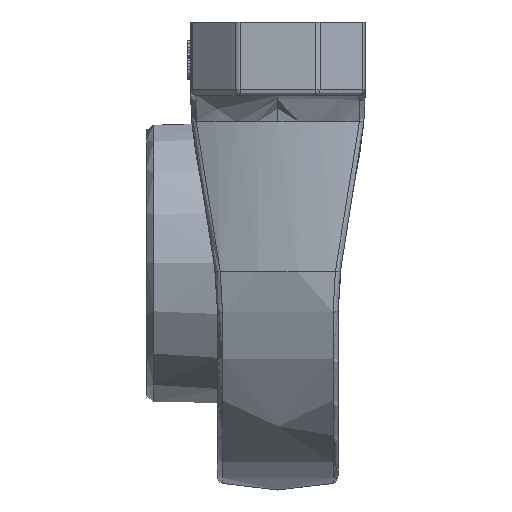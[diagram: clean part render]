
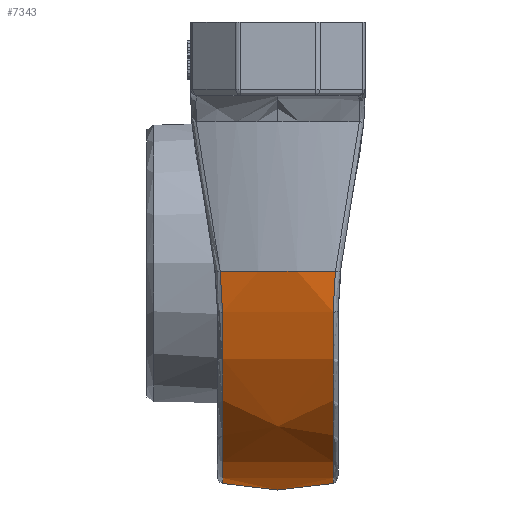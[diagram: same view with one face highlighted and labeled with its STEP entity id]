
A CAD part, left-side view. The second image highlights one B-rep face of the part: STEP entity #7343.
In plain terms, the highlighted free-form (B-spline) face has degree [2, 2] with [3, 5] control points.
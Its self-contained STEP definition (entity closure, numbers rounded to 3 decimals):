
#77=B_SPLINE_CURVE_WITH_KNOTS($,3,(#11891,#11892,#11893,#11894,#11895,#11896,
#11897,#11898,#11899,#11900),.UNSPECIFIED.,.F.,.F.,(4,3,3,4),(0.,
0.333,0.667,1.),.UNSPECIFIED.);
#78=B_SPLINE_CURVE_WITH_KNOTS($,3,(#11904,#11905,#11906,#11907,#11908,#11909,
#11910,#11911,#11912,#11913),.UNSPECIFIED.,.F.,.F.,(4,3,3,4),(0.,0.333,
0.667,1.),.UNSPECIFIED.);
#79=B_SPLINE_CURVE_WITH_KNOTS($,3,(#11916,#11917,#11918,#11919,#11920,#11921,
#11922,#11923,#11924,#11925),.UNSPECIFIED.,.F.,.F.,(4,3,3,4),(0.,0.333,
0.667,1.),.UNSPECIFIED.);
#80=B_SPLINE_CURVE_WITH_KNOTS($,3,(#11926,#11927,#11928,#11929,#11930,#11931,
#11932,#11933,#11934,#11935),.UNSPECIFIED.,.F.,.F.,(4,3,3,4),(0.,
0.333,0.667,1.),.UNSPECIFIED.);
#1673=(
BOUNDED_SURFACE()
B_SPLINE_SURFACE(2,2,((#11875,#11876,#11877,#11878,#11879),(#11880,#11881,
#11882,#11883,#11884),(#11885,#11886,#11887,#11888,#11889)),
 .UNSPECIFIED.,.F.,.F.,.F.)
B_SPLINE_SURFACE_WITH_KNOTS((3,3),(3,2,3),(-0.247,0.247),
(-3.107,-1.571,-0.035),.UNSPECIFIED.)
GEOMETRIC_REPRESENTATION_ITEM()
RATIONAL_B_SPLINE_SURFACE(((1.,0.719,1.,0.719,1.),
(0.97,0.697,0.97,0.697,
0.97),(1.,0.719,1.,0.719,1.)))
REPRESENTATION_ITEM($)
SURFACE()
);
#1905=FACE_OUTER_BOUND($,#2355,.T.);
#2355=EDGE_LOOP($,(#5070,#5071,#5072,#5073,#5074,#5075,#5076,#5077));
#2746=CIRCLE($,#7789,35.);
#2768=CIRCLE($,#7824,32.767);
#2771=CIRCLE($,#7827,32.767);
#2772=CIRCLE($,#7828,35.);
#3172=VERTEX_POINT($,#10951);
#3173=VERTEX_POINT($,#10980);
#3206=VERTEX_POINT($,#11870);
#3207=VERTEX_POINT($,#11871);
#3208=VERTEX_POINT($,#11890);
#3209=VERTEX_POINT($,#11901);
#3210=VERTEX_POINT($,#11903);
#3211=VERTEX_POINT($,#11914);
#3863=EDGE_CURVE($,#3172,#3173,#2746,.T.);
#3923=EDGE_CURVE($,#3206,#3207,#2768,.T.);
#3926=EDGE_CURVE($,#3172,#3208,#77,.T.);
#3927=EDGE_CURVE($,#3208,#3209,#2771,.T.);
#3928=EDGE_CURVE($,#3209,#3210,#78,.T.);
#3929=EDGE_CURVE($,#3210,#3211,#2772,.T.);
#3930=EDGE_CURVE($,#3207,#3211,#79,.T.);
#3931=EDGE_CURVE($,#3173,#3206,#80,.T.);
#5070=ORIENTED_EDGE($,*,*,#3863,.F.);
#5071=ORIENTED_EDGE($,*,*,#3926,.T.);
#5072=ORIENTED_EDGE($,*,*,#3927,.T.);
#5073=ORIENTED_EDGE($,*,*,#3928,.T.);
#5074=ORIENTED_EDGE($,*,*,#3929,.T.);
#5075=ORIENTED_EDGE($,*,*,#3930,.F.);
#5076=ORIENTED_EDGE($,*,*,#3923,.F.);
#5077=ORIENTED_EDGE($,*,*,#3931,.F.);
#7343=ADVANCED_FACE($,(#1905),#1673,.F.);
#7789=AXIS2_PLACEMENT_3D($,#10981,#8705,#8706);
#7824=AXIS2_PLACEMENT_3D($,#11872,#8783,#8784);
#7827=AXIS2_PLACEMENT_3D($,#11902,#8789,#8790);
#7828=AXIS2_PLACEMENT_3D($,#11915,#8791,#8792);
#8705=DIRECTION('center_axis',(0.035,0.,0.999));
#8706=DIRECTION('ref_axis',(0.969,-0.245,-0.034));
#8783=DIRECTION('center_axis',(0.,1.,0.));
#8784=DIRECTION('ref_axis',(0.975,0.,-0.222));
#8789=DIRECTION('center_axis',(0.,1.,0.));
#8790=DIRECTION('ref_axis',(0.975,0.,-0.222));
#8791=DIRECTION('center_axis',(0.035,0.,-0.999));
#8792=DIRECTION('ref_axis',(-0.969,-0.245,-0.034));
#10951=CARTESIAN_POINT('',(32.665,-2.07,-1.141));
#10980=CARTESIAN_POINT('',(32.665,15.07,-1.141));
#10981=CARTESIAN_POINT('Origin',(-1.249,6.5,0.044));
#11870=CARTESIAN_POINT('',(31.952,14.735,-7.266));
#11871=CARTESIAN_POINT('',(-31.952,14.735,-7.266));
#11872=CARTESIAN_POINT('Origin',(0.,14.735,0.));
#11875=CARTESIAN_POINT('Ctrl Pts',(-32.665,15.07,-1.141));
#11876=CARTESIAN_POINT('Ctrl Pts',(-31.563,15.07,-32.685));
#11877=CARTESIAN_POINT('Ctrl Pts',(0.,15.07,
-32.685));
#11878=CARTESIAN_POINT('Ctrl Pts',(31.563,15.07,-32.685));
#11879=CARTESIAN_POINT('Ctrl Pts',(32.665,15.07,-1.141));
#11880=CARTESIAN_POINT('Ctrl Pts',(-34.828,6.5,-1.216));
#11881=CARTESIAN_POINT('Ctrl Pts',(-33.653,6.5,-34.849));
#11882=CARTESIAN_POINT('Ctrl Pts',(0.,6.5,
-34.849));
#11883=CARTESIAN_POINT('Ctrl Pts',(33.653,6.5,-34.849));
#11884=CARTESIAN_POINT('Ctrl Pts',(34.828,6.5,-1.216));
#11885=CARTESIAN_POINT('Ctrl Pts',(-32.665,-2.07,
-1.141));
#11886=CARTESIAN_POINT('Ctrl Pts',(-31.563,-2.07,-32.685));
#11887=CARTESIAN_POINT('Ctrl Pts',(0.,-2.07,
-32.685));
#11888=CARTESIAN_POINT('Ctrl Pts',(31.563,-2.07,-32.685));
#11889=CARTESIAN_POINT('Ctrl Pts',(32.665,-2.07,-1.141));
#11890=CARTESIAN_POINT('',(31.952,-1.735,-7.266));
#11891=CARTESIAN_POINT('Ctrl Pts',(32.665,-2.07,-1.141));
#11892=CARTESIAN_POINT('Ctrl Pts',(32.658,-1.997,-1.848));
#11893=CARTESIAN_POINT('Ctrl Pts',(32.626,-1.935,-2.548));
#11894=CARTESIAN_POINT('Ctrl Pts',(32.57,-1.886,-3.24));
#11895=CARTESIAN_POINT('Ctrl Pts',(32.513,-1.836,-3.931));
#11896=CARTESIAN_POINT('Ctrl Pts',(32.432,-1.798,-4.615));
#11897=CARTESIAN_POINT('Ctrl Pts',(32.329,-1.773,-5.287));
#11898=CARTESIAN_POINT('Ctrl Pts',(32.225,-1.748,-5.958));
#11899=CARTESIAN_POINT('Ctrl Pts',(32.099,-1.735,-6.618));
#11900=CARTESIAN_POINT('Ctrl Pts',(31.952,-1.735,-7.266));
#11901=CARTESIAN_POINT('',(-31.952,-1.735,-7.266));
#11902=CARTESIAN_POINT('Origin',(0.,-1.735,0.));
#11903=CARTESIAN_POINT('',(-32.665,-2.07,-1.141));
#11904=CARTESIAN_POINT('Ctrl Pts',(-31.952,-1.735,
-7.266));
#11905=CARTESIAN_POINT('Ctrl Pts',(-32.099,-1.735,-6.618));
#11906=CARTESIAN_POINT('Ctrl Pts',(-32.225,-1.748,
-5.958));
#11907=CARTESIAN_POINT('Ctrl Pts',(-32.329,-1.773,
-5.287));
#11908=CARTESIAN_POINT('Ctrl Pts',(-32.432,-1.798,
-4.615));
#11909=CARTESIAN_POINT('Ctrl Pts',(-32.513,-1.836,
-3.931));
#11910=CARTESIAN_POINT('Ctrl Pts',(-32.57,-1.886,
-3.24));
#11911=CARTESIAN_POINT('Ctrl Pts',(-32.626,-1.935,
-2.548));
#11912=CARTESIAN_POINT('Ctrl Pts',(-32.658,-1.997,
-1.848));
#11913=CARTESIAN_POINT('Ctrl Pts',(-32.665,-2.07,
-1.141));
#11914=CARTESIAN_POINT('',(-32.665,15.07,-1.141));
#11915=CARTESIAN_POINT('Origin',(1.249,6.5,0.044));
#11916=CARTESIAN_POINT('Ctrl Pts',(-31.952,14.735,-7.266));
#11917=CARTESIAN_POINT('Ctrl Pts',(-32.099,14.735,-6.618));
#11918=CARTESIAN_POINT('Ctrl Pts',(-32.225,14.748,-5.958));
#11919=CARTESIAN_POINT('Ctrl Pts',(-32.329,14.773,-5.287));
#11920=CARTESIAN_POINT('Ctrl Pts',(-32.432,14.798,-4.615));
#11921=CARTESIAN_POINT('Ctrl Pts',(-32.513,14.836,-3.931));
#11922=CARTESIAN_POINT('Ctrl Pts',(-32.57,14.886,-3.24));
#11923=CARTESIAN_POINT('Ctrl Pts',(-32.626,14.935,-2.548));
#11924=CARTESIAN_POINT('Ctrl Pts',(-32.658,14.997,-1.848));
#11925=CARTESIAN_POINT('Ctrl Pts',(-32.665,15.07,-1.141));
#11926=CARTESIAN_POINT('Ctrl Pts',(32.665,15.07,-1.141));
#11927=CARTESIAN_POINT('Ctrl Pts',(32.658,14.997,-1.848));
#11928=CARTESIAN_POINT('Ctrl Pts',(32.626,14.935,-2.548));
#11929=CARTESIAN_POINT('Ctrl Pts',(32.57,14.886,-3.24));
#11930=CARTESIAN_POINT('Ctrl Pts',(32.513,14.836,-3.931));
#11931=CARTESIAN_POINT('Ctrl Pts',(32.432,14.798,-4.615));
#11932=CARTESIAN_POINT('Ctrl Pts',(32.329,14.773,-5.287));
#11933=CARTESIAN_POINT('Ctrl Pts',(32.225,14.748,-5.958));
#11934=CARTESIAN_POINT('Ctrl Pts',(32.099,14.735,-6.618));
#11935=CARTESIAN_POINT('Ctrl Pts',(31.952,14.735,-7.266));
